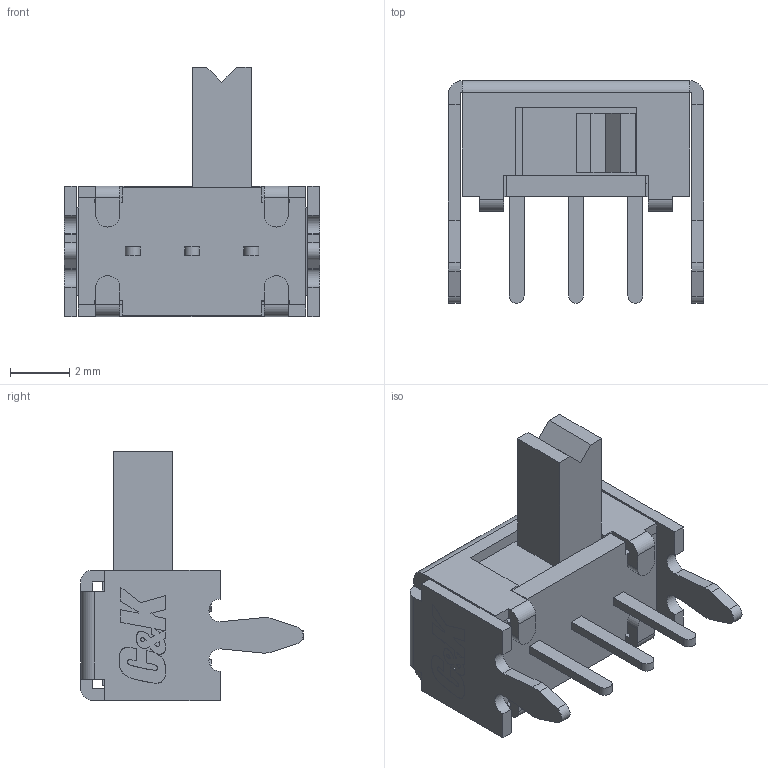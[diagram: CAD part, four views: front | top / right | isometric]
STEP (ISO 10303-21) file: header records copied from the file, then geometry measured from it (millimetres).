
FILE_DESCRIPTION (( 'STEP AP214' ), '1' );
FILE_NAME ('OS102011MA1QS1.STEP', '2025-02-18T07:24:56', ( '' ), ( '' ), 'SwSTEP 2.0', 'SolidWorks 2024', '' );
FILE_SCHEMA (( 'AUTOMOTIVE_DESIGN' ));
Length unit declared in the file: metre
Products named in the file (1): OS102011MA1QS1
Bounding box: 8.6 x 7.5 x 8.4 mm (x, y, z)
Volume: 135.9 mm3; surface area: 426.8 mm2
Topology: 1 solids, 1 shells, 195 faces, 586 edges, 383 vertices
Faces by surface type: plane 146, cylinder 27, bspline 22
Entity records: 7138 total; most frequent: CARTESIAN_POINT 1631, ORIENTED_EDGE 1172, DIRECTION 944, EDGE_CURVE 586, VECTOR 488, LINE 488, VERTEX_POINT 383, AXIS2_PLACEMENT_3D 228
